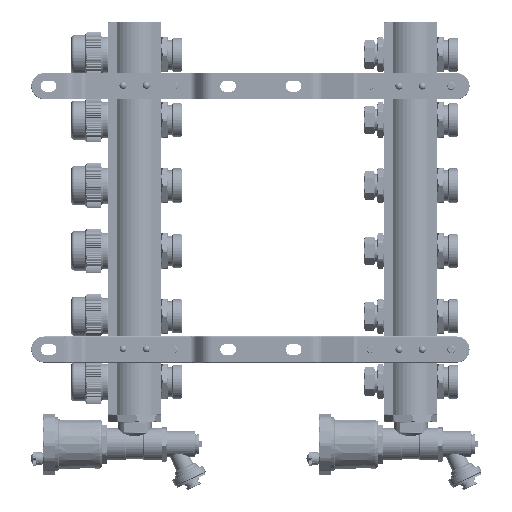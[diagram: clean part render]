
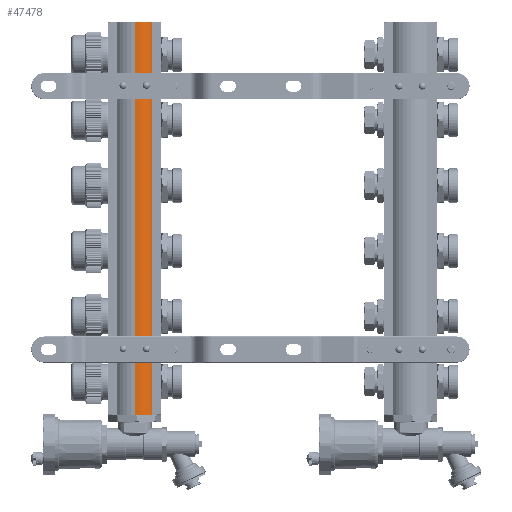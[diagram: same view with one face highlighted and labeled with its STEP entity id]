
A CAD part, left-side view. The second image highlights one B-rep face of the part: STEP entity #47478.
In plain terms, the highlighted cylindrical face has radius 18.2 mm (diameter 36.4 mm), a partial arc.
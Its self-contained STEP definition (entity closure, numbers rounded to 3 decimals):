
#447 = CIRCLE ( 'NONE', #2779, 18.2 ) ;
#667 = ORIENTED_EDGE ( 'NONE', *, *, #65715, .T. ) ;
#2779 = AXIS2_PLACEMENT_3D ( 'NONE', #3978, #3534, #50067 ) ;
#3534 = DIRECTION ( 'NONE',  ( 0., 0., 1. ) ) ;
#3795 = AXIS2_PLACEMENT_3D ( 'NONE', #60656, #55665, #31193 ) ;
#3978 = CARTESIAN_POINT ( 'NONE',  ( 0., 0., 0. ) ) ;
#4982 = CARTESIAN_POINT ( 'NONE',  ( -12., -13.684, 300. ) ) ;
#7269 = VECTOR ( 'NONE', #10415, 1000. ) ;
#10322 = AXIS2_PLACEMENT_3D ( 'NONE', #41204, #20677, #55944 ) ;
#10415 = DIRECTION ( 'NONE',  ( 0., 0., -1. ) ) ;
#11937 = VERTEX_POINT ( 'NONE', #22756 ) ;
#13104 = FACE_OUTER_BOUND ( 'NONE', #51626, .T. ) ;
#17103 = CYLINDRICAL_SURFACE ( 'NONE', #3795, 18.2 ) ;
#18235 = EDGE_CURVE ( 'NONE', #60907, #33862, #34691, .T. ) ;
#20242 = CIRCLE ( 'NONE', #10322, 18.2 ) ;
#20677 = DIRECTION ( 'NONE',  ( 0., 0., 1. ) ) ;
#22756 = CARTESIAN_POINT ( 'NONE',  ( -18.2, 0., 300. ) ) ;
#25758 = EDGE_CURVE ( 'NONE', #42967, #33862, #447, .T. ) ;
#26236 = CARTESIAN_POINT ( 'NONE',  ( -18.2, 0., 300. ) ) ;
#31193 = DIRECTION ( 'NONE',  ( -1., 0., 0. ) ) ;
#31885 = ORIENTED_EDGE ( 'NONE', *, *, #25758, .T. ) ;
#33862 = VERTEX_POINT ( 'NONE', #65559 ) ;
#34691 = LINE ( 'NONE', #4982, #7269 ) ;
#41204 = CARTESIAN_POINT ( 'NONE',  ( 0., 0., 300. ) ) ;
#41824 = DIRECTION ( 'NONE',  ( 0., 0., -1. ) ) ;
#42967 = VERTEX_POINT ( 'NONE', #51452 ) ;
#44094 = LINE ( 'NONE', #26236, #57854 ) ;
#47478 = ADVANCED_FACE ( 'NONE', ( #13104 ), #17103, .T. ) ;
#50067 = DIRECTION ( 'NONE',  ( 1., 0., 0. ) ) ;
#51414 = ORIENTED_EDGE ( 'NONE', *, *, #18235, .F. ) ;
#51452 = CARTESIAN_POINT ( 'NONE',  ( -18.2, 0., 0. ) ) ;
#51626 = EDGE_LOOP ( 'NONE', ( #58528, #667, #31885, #51414 ) ) ;
#55665 = DIRECTION ( 'NONE',  ( 0., 0., -1. ) ) ;
#55944 = DIRECTION ( 'NONE',  ( 1., 0., 0. ) ) ;
#56834 = CARTESIAN_POINT ( 'NONE',  ( -12., -13.684, 300. ) ) ;
#57854 = VECTOR ( 'NONE', #41824, 1000. ) ;
#58528 = ORIENTED_EDGE ( 'NONE', *, *, #60825, .F. ) ;
#60656 = CARTESIAN_POINT ( 'NONE',  ( 0., 0., 300. ) ) ;
#60825 = EDGE_CURVE ( 'NONE', #11937, #60907, #20242, .T. ) ;
#60907 = VERTEX_POINT ( 'NONE', #56834 ) ;
#65559 = CARTESIAN_POINT ( 'NONE',  ( -12., -13.684, 0. ) ) ;
#65715 = EDGE_CURVE ( 'NONE', #11937, #42967, #44094, .T. ) ;
